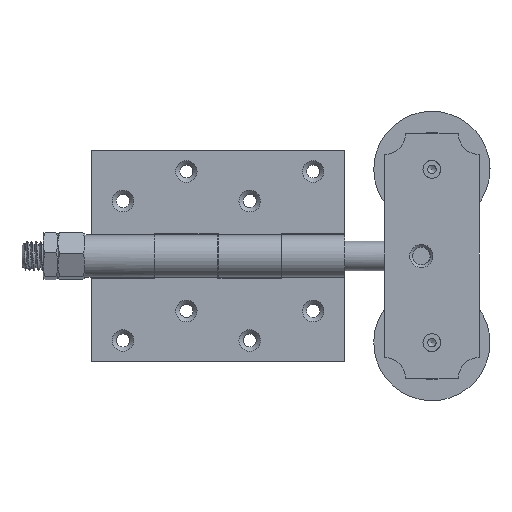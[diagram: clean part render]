
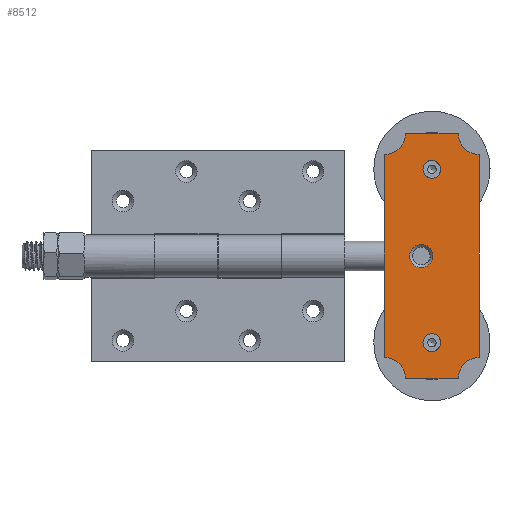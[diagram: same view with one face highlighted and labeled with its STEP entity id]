
A CAD part, left-side view. The second image highlights one B-rep face of the part: STEP entity #8512.
In plain terms, the highlighted planar face has unit normal (-1, 0, 0).
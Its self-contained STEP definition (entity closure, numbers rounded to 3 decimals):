
#158=LINE('',#13139,#580);
#159=LINE('',#13143,#581);
#160=LINE('',#13147,#582);
#161=LINE('',#13150,#583);
#580=VECTOR('',#10390,25.);
#581=VECTOR('',#10393,96.);
#582=VECTOR('',#10396,25.);
#583=VECTOR('',#10399,96.);
#1282=FACE_BOUND('',#2009,.T.);
#1283=FACE_BOUND('',#2010,.T.);
#1284=FACE_BOUND('',#2011,.T.);
#1471=FACE_OUTER_BOUND('',#2008,.T.);
#2008=EDGE_LOOP('',(#5437,#5438,#5439,#5440,#5441,#5442,#5443,#5444));
#2009=EDGE_LOOP('',(#5445));
#2010=EDGE_LOOP('',(#5446));
#2011=EDGE_LOOP('',(#5447));
#2636=CIRCLE('',#9065,5.5);
#2637=CIRCLE('',#9068,10.);
#2638=CIRCLE('',#9069,10.);
#2639=CIRCLE('',#9070,10.);
#2640=CIRCLE('',#9071,10.);
#2641=CIRCLE('',#9072,4.25);
#2642=CIRCLE('',#9073,4.25);
#3342=VERTEX_POINT('',#13131);
#3343=VERTEX_POINT('',#13135);
#3344=VERTEX_POINT('',#13136);
#3345=VERTEX_POINT('',#13138);
#3346=VERTEX_POINT('',#13140);
#3347=VERTEX_POINT('',#13142);
#3348=VERTEX_POINT('',#13144);
#3349=VERTEX_POINT('',#13146);
#3350=VERTEX_POINT('',#13148);
#3351=VERTEX_POINT('',#13151);
#3352=VERTEX_POINT('',#13153);
#4146=EDGE_CURVE('',#3342,#3342,#2636,.T.);
#4147=EDGE_CURVE('',#3343,#3344,#2637,.T.);
#4148=EDGE_CURVE('',#3345,#3343,#158,.T.);
#4149=EDGE_CURVE('',#3346,#3345,#2638,.T.);
#4150=EDGE_CURVE('',#3347,#3346,#159,.T.);
#4151=EDGE_CURVE('',#3348,#3347,#2639,.T.);
#4152=EDGE_CURVE('',#3349,#3348,#160,.T.);
#4153=EDGE_CURVE('',#3350,#3349,#2640,.T.);
#4154=EDGE_CURVE('',#3344,#3350,#161,.T.);
#4155=EDGE_CURVE('',#3351,#3351,#2641,.T.);
#4156=EDGE_CURVE('',#3352,#3352,#2642,.T.);
#5437=ORIENTED_EDGE('',*,*,#4147,.F.);
#5438=ORIENTED_EDGE('',*,*,#4148,.F.);
#5439=ORIENTED_EDGE('',*,*,#4149,.F.);
#5440=ORIENTED_EDGE('',*,*,#4150,.F.);
#5441=ORIENTED_EDGE('',*,*,#4151,.F.);
#5442=ORIENTED_EDGE('',*,*,#4152,.F.);
#5443=ORIENTED_EDGE('',*,*,#4153,.F.);
#5444=ORIENTED_EDGE('',*,*,#4154,.F.);
#5445=ORIENTED_EDGE('',*,*,#4155,.T.);
#5446=ORIENTED_EDGE('',*,*,#4156,.T.);
#5447=ORIENTED_EDGE('',*,*,#4146,.F.);
#7759=PLANE('',#9067);
#8512=ADVANCED_FACE('',(#1471,#1282,#1283,#1284),#7759,.T.);
#9065=AXIS2_PLACEMENT_3D('',#13132,#10382,#10383);
#9067=AXIS2_PLACEMENT_3D('',#13134,#10386,#10387);
#9068=AXIS2_PLACEMENT_3D('',#13137,#10388,#10389);
#9069=AXIS2_PLACEMENT_3D('',#13141,#10391,#10392);
#9070=AXIS2_PLACEMENT_3D('',#13145,#10394,#10395);
#9071=AXIS2_PLACEMENT_3D('',#13149,#10397,#10398);
#9072=AXIS2_PLACEMENT_3D('',#13152,#10400,#10401);
#9073=AXIS2_PLACEMENT_3D('',#13154,#10402,#10403);
#10382=DIRECTION('center_axis',(-1.,0.,0.));
#10383=DIRECTION('ref_axis',(0.,0.,
1.));
#10386=DIRECTION('center_axis',(-1.,0.,0.));
#10387=DIRECTION('ref_axis',(0.,0.,-1.));
#10388=DIRECTION('center_axis',(-1.,0.,0.));
#10389=DIRECTION('ref_axis',(0.,1.,0.));
#10390=DIRECTION('',(0.,-1.,0.));
#10391=DIRECTION('center_axis',(-1.,0.,0.));
#10392=DIRECTION('ref_axis',(0.,0.,
-1.));
#10393=DIRECTION('',(0.,0.,1.));
#10394=DIRECTION('center_axis',(-1.,0.,0.));
#10395=DIRECTION('ref_axis',(0.,-1.,0.));
#10396=DIRECTION('',(0.,1.,0.));
#10397=DIRECTION('center_axis',(-1.,0.,0.));
#10398=DIRECTION('ref_axis',(0.,0.,
1.));
#10399=DIRECTION('',(0.,0.,-1.));
#10400=DIRECTION('center_axis',(1.,0.,0.));
#10401=DIRECTION('ref_axis',(0.,0.,
1.));
#10402=DIRECTION('center_axis',(1.,0.,0.));
#10403=DIRECTION('ref_axis',(0.,0.,
1.));
#13131=CARTESIAN_POINT('',(0.,-27.5,44.5));
#13132=CARTESIAN_POINT('Origin',(0.,-27.5,
50.));
#13134=CARTESIAN_POINT('Origin',(0.,-32.5,
50.));
#13135=CARTESIAN_POINT('',(0.,-45.,108.));
#13136=CARTESIAN_POINT('',(0.,-55.,98.));
#13137=CARTESIAN_POINT('Origin',(0.,-55.,
108.));
#13138=CARTESIAN_POINT('',(0.,-20.,108.));
#13139=CARTESIAN_POINT('',(0.,-20.,108.));
#13140=CARTESIAN_POINT('',(0.,-10.,98.));
#13141=CARTESIAN_POINT('Origin',(0.,-10.,
108.));
#13142=CARTESIAN_POINT('',(0.,-10.,2.));
#13143=CARTESIAN_POINT('',(0.,-10.,2.));
#13144=CARTESIAN_POINT('',(0.,-20.,-8.));
#13145=CARTESIAN_POINT('Origin',(0.,-10.,
-8.));
#13146=CARTESIAN_POINT('',(0.,-45.,-8.));
#13147=CARTESIAN_POINT('',(0.,-45.,-8.));
#13148=CARTESIAN_POINT('',(0.,-55.,2.));
#13149=CARTESIAN_POINT('Origin',(0.,-55.,
-8.));
#13150=CARTESIAN_POINT('',(0.,-55.,98.));
#13151=CARTESIAN_POINT('',(0.,-32.5,86.75));
#13152=CARTESIAN_POINT('Origin',(0.,-32.5,
91.));
#13153=CARTESIAN_POINT('',(0.,-32.5,4.75));
#13154=CARTESIAN_POINT('Origin',(0.,-32.5,
9.));
